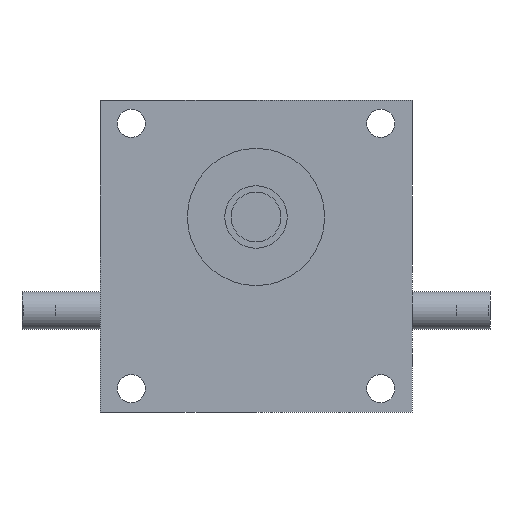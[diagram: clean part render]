
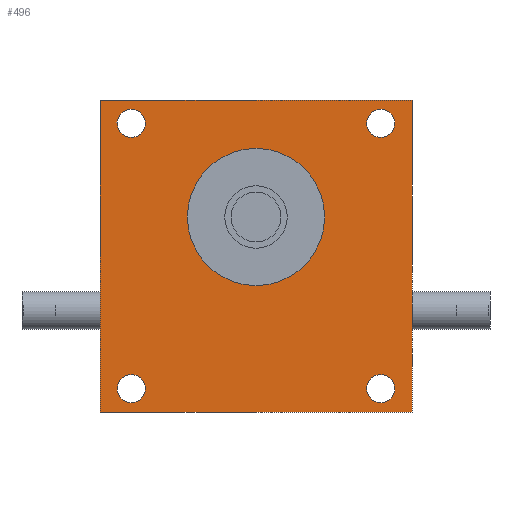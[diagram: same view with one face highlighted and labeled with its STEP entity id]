
A CAD part, front view. The second image highlights one B-rep face of the part: STEP entity #496.
In plain terms, the highlighted planar face has unit normal (0, -1, 0).
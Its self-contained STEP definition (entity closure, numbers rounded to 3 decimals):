
#496 = ADVANCED_FACE( '', ( #1046, #1047, #1048, #1049, #1050, #1051 ), #1052, .F. );
#1046 = FACE_BOUND( '', #1673, .T. );
#1047 = FACE_BOUND( '', #1674, .T. );
#1048 = FACE_BOUND( '', #1675, .T. );
#1049 = FACE_BOUND( '', #1676, .T. );
#1050 = FACE_BOUND( '', #1677, .T. );
#1051 = FACE_OUTER_BOUND( '', #1678, .T. );
#1052 = PLANE( '', #1679 );
#1673 = EDGE_LOOP( '', ( #2740 ) );
#1674 = EDGE_LOOP( '', ( #2741 ) );
#1675 = EDGE_LOOP( '', ( #2742 ) );
#1676 = EDGE_LOOP( '', ( #2743 ) );
#1677 = EDGE_LOOP( '', ( #2744 ) );
#1678 = EDGE_LOOP( '', ( #2745, #2746, #2747, #2748 ) );
#1679 = AXIS2_PLACEMENT_3D( '', #2749, #2750, #2751 );
#2740 = ORIENTED_EDGE( '', *, *, #3638, .T. );
#2741 = ORIENTED_EDGE( '', *, *, #3476, .T. );
#2742 = ORIENTED_EDGE( '', *, *, #3650, .T. );
#2743 = ORIENTED_EDGE( '', *, *, #3808, .T. );
#2744 = ORIENTED_EDGE( '', *, *, #3535, .T. );
#2745 = ORIENTED_EDGE( '', *, *, #3821, .T. );
#2746 = ORIENTED_EDGE( '', *, *, #3720, .F. );
#2747 = ORIENTED_EDGE( '', *, *, #3693, .F. );
#2748 = ORIENTED_EDGE( '', *, *, #3822, .T. );
#2749 = CARTESIAN_POINT( '', ( -50., -35., 50. ) );
#2750 = DIRECTION( '', ( 0., 1., 0. ) );
#2751 = DIRECTION( '', ( 0., 0., 1. ) );
#3476 = EDGE_CURVE( '', #4090, #4090, #4091, .T. );
#3535 = EDGE_CURVE( '', #4190, #4190, #4191, .T. );
#3638 = EDGE_CURVE( '', #4362, #4362, #4363, .T. );
#3650 = EDGE_CURVE( '', #4379, #4379, #4380, .T. );
#3693 = EDGE_CURVE( '', #4440, #4442, #4443, .T. );
#3720 = EDGE_CURVE( '', #4442, #4484, #4488, .T. );
#3808 = EDGE_CURVE( '', #4609, #4609, #4610, .T. );
#3821 = EDGE_CURVE( '', #4627, #4484, #4628, .T. );
#3822 = EDGE_CURVE( '', #4440, #4627, #4629, .T. );
#4090 = VERTEX_POINT( '', #4990 );
#4091 = CIRCLE( '', #4991, 4.5 );
#4190 = VERTEX_POINT( '', #5118 );
#4191 = CIRCLE( '', #5119, 22. );
#4362 = VERTEX_POINT( '', #5350 );
#4363 = CIRCLE( '', #5351, 4.5 );
#4379 = VERTEX_POINT( '', #5367 );
#4380 = CIRCLE( '', #5368, 4.5 );
#4440 = VERTEX_POINT( '', #5449 );
#4442 = VERTEX_POINT( '', #5452 );
#4443 = LINE( '', #5453, #5454 );
#4484 = VERTEX_POINT( '', #5507 );
#4488 = LINE( '', #5513, #5514 );
#4609 = VERTEX_POINT( '', #5665 );
#4610 = CIRCLE( '', #5666, 4.5 );
#4627 = VERTEX_POINT( '', #5684 );
#4628 = LINE( '', #5685, #5686 );
#4629 = LINE( '', #5687, #5688 );
#4990 = CARTESIAN_POINT( '', ( -35.5, -35., 42.5 ) );
#4991 = AXIS2_PLACEMENT_3D( '', #6049, #6050, #6051 );
#5118 = CARTESIAN_POINT( '', ( 22., -35., 12.5 ) );
#5119 = AXIS2_PLACEMENT_3D( '', #6125, #6126, #6127 );
#5350 = CARTESIAN_POINT( '', ( 44.5, -35., 42.5 ) );
#5351 = AXIS2_PLACEMENT_3D( '', #6251, #6252, #6253 );
#5367 = CARTESIAN_POINT( '', ( -35.5, -35., -42.5 ) );
#5368 = AXIS2_PLACEMENT_3D( '', #6269, #6270, #6271 );
#5449 = CARTESIAN_POINT( '', ( -50., -35., 50. ) );
#5452 = CARTESIAN_POINT( '', ( 50., -35., 50. ) );
#5453 = CARTESIAN_POINT( '', ( -50., -35., 50. ) );
#5454 = VECTOR( '', #6309, 1000. );
#5507 = CARTESIAN_POINT( '', ( 50., -35., -50. ) );
#5513 = CARTESIAN_POINT( '', ( 50., -35., 50. ) );
#5514 = VECTOR( '', #6342, 1000. );
#5665 = CARTESIAN_POINT( '', ( 44.5, -35., -42.5 ) );
#5666 = AXIS2_PLACEMENT_3D( '', #6457, #6458, #6459 );
#5684 = CARTESIAN_POINT( '', ( -50., -35., -50. ) );
#5685 = CARTESIAN_POINT( '', ( -50., -35., -50. ) );
#5686 = VECTOR( '', #6476, 1000. );
#5687 = CARTESIAN_POINT( '', ( -50., -35., 50. ) );
#5688 = VECTOR( '', #6477, 1000. );
#6049 = CARTESIAN_POINT( '', ( -40., -35., 42.5 ) );
#6050 = DIRECTION( '', ( 0., 1., 0. ) );
#6051 = DIRECTION( '', ( 1., 0., 0. ) );
#6125 = CARTESIAN_POINT( '', ( 0., -35., 12.5 ) );
#6126 = DIRECTION( '', ( 0., 1., 0. ) );
#6127 = DIRECTION( '', ( 1., 0., 0. ) );
#6251 = CARTESIAN_POINT( '', ( 40., -35., 42.5 ) );
#6252 = DIRECTION( '', ( 0., 1., 0. ) );
#6253 = DIRECTION( '', ( 1., 0., 0. ) );
#6269 = CARTESIAN_POINT( '', ( -40., -35., -42.5 ) );
#6270 = DIRECTION( '', ( 0., 1., 0. ) );
#6271 = DIRECTION( '', ( 1., 0., 0. ) );
#6309 = DIRECTION( '', ( 1., 0., 0. ) );
#6342 = DIRECTION( '', ( 0., 0., -1. ) );
#6457 = CARTESIAN_POINT( '', ( 40., -35., -42.5 ) );
#6458 = DIRECTION( '', ( 0., 1., 0. ) );
#6459 = DIRECTION( '', ( 1., 0., 0. ) );
#6476 = DIRECTION( '', ( 1., 0., 0. ) );
#6477 = DIRECTION( '', ( 0., 0., -1. ) );
